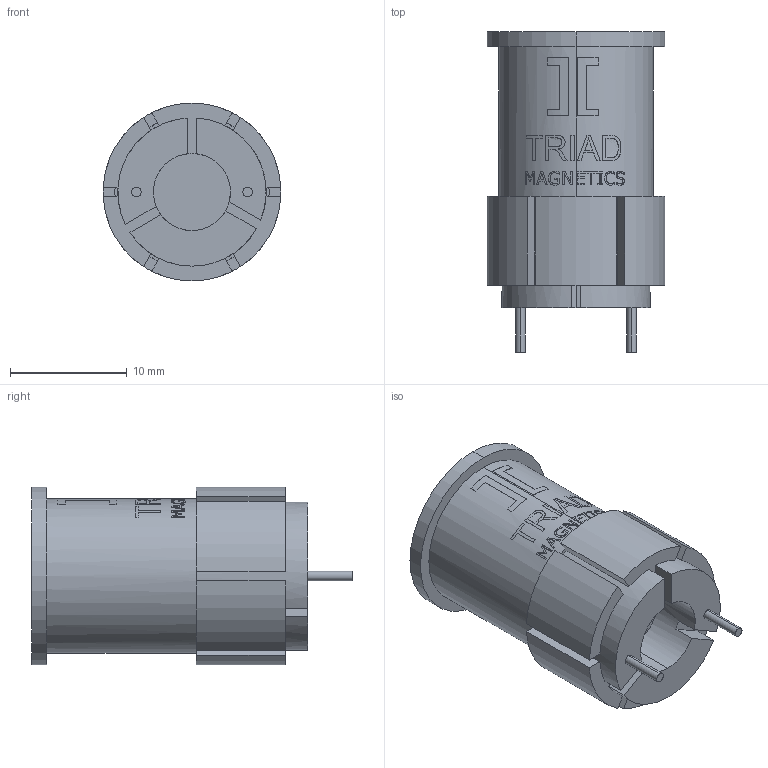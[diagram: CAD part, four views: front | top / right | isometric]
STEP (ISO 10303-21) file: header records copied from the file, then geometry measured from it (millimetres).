
FILE_DESCRIPTION (( 'STEP AP214' ), '1' );
FILE_NAME ('Triad Magnetics-RC-11.STEP', '2015-01-14T01:26:02', ( 'Windows User' ), ( '' ), 'SwSTEP 2.0', 'SolidWorks 2015', '' );
FILE_SCHEMA (( 'AUTOMOTIVE_DESIGN' ));
Length unit declared in the file: inch
Products named in the file (1): Triad Magnetics-RC-11
Bounding box: 15.24 x 27.43 x 15.24 mm (x, y, z)
Volume: 3367.4 mm3; surface area: 1761.1 mm2
Topology: 1 solids, 1 shells, 294 faces, 792 edges, 524 vertices
Faces by surface type: plane 161, bspline 90, cylinder 43
Entity records: 20137 total; most frequent: CARTESIAN_POINT 9324, ORIENTED_EDGE 1584, DIRECTION 1217, EDGE_CURVE 792, VERTEX_POINT 524, LINE 413, VECTOR 413, AXIS2_PLACEMENT_3D 402
